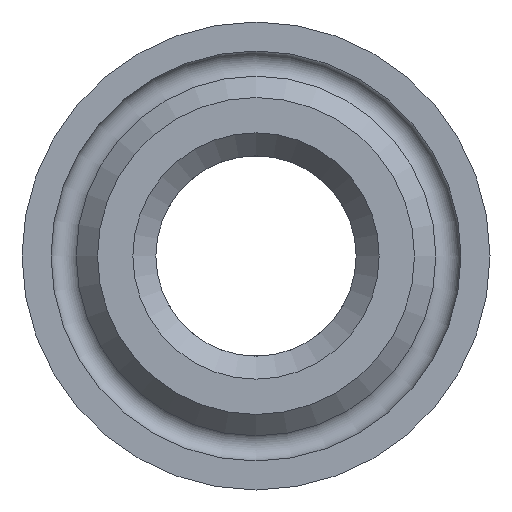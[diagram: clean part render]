
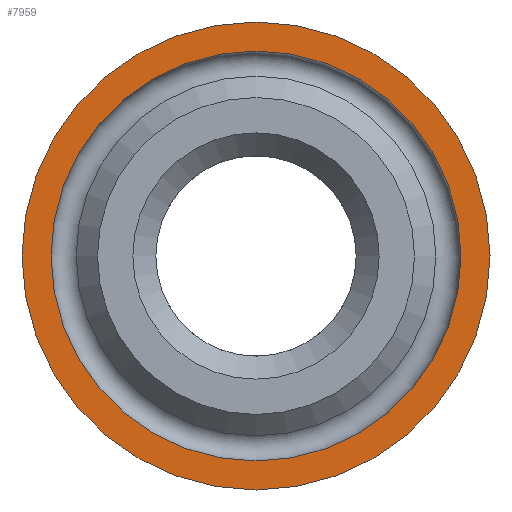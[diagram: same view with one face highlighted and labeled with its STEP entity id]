
A CAD part, left-side view. The second image highlights one B-rep face of the part: STEP entity #7959.
In plain terms, the highlighted planar face has unit normal (-1, 0, 0).
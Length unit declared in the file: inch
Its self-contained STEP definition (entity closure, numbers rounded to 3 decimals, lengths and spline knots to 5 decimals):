
#111=FACE_BOUND('',#1438,.T.);
#283=PLANE('',#8396);
#943=FACE_OUTER_BOUND('',#1437,.T.);
#1437=EDGE_LOOP('',(#7446));
#1438=EDGE_LOOP('',(#7447));
#1610=CIRCLE('',#8386,0.492);
#1614=CIRCLE('',#8395,0.431);
#3900=VERTEX_POINT('',#17717);
#3904=VERTEX_POINT('',#17730);
#5081=EDGE_CURVE('',#3900,#3900,#1610,.T.);
#5085=EDGE_CURVE('',#3904,#3904,#1614,.T.);
#7446=ORIENTED_EDGE('',*,*,#5081,.F.);
#7447=ORIENTED_EDGE('',*,*,#5085,.T.);
#7959=ADVANCED_FACE('',(#943,#111),#283,.T.);
#8386=AXIS2_PLACEMENT_3D('',#17718,#9774,#9775);
#8395=AXIS2_PLACEMENT_3D('',#17731,#9792,#9793);
#8396=AXIS2_PLACEMENT_3D('',#17732,#9794,#9795);
#9774=DIRECTION('center_axis',(1.,0.,0.));
#9775=DIRECTION('ref_axis',(0.,1.,0.));
#9792=DIRECTION('center_axis',(1.,0.,0.));
#9793=DIRECTION('ref_axis',(0.,1.,0.));
#9794=DIRECTION('center_axis',(-1.,0.,0.));
#9795=DIRECTION('ref_axis',(0.,0.,1.));
#17717=CARTESIAN_POINT('',(0.,0.492,0.));
#17718=CARTESIAN_POINT('Origin',(0.,0.,0.));
#17730=CARTESIAN_POINT('',(0.,0.431,0.));
#17731=CARTESIAN_POINT('Origin',(0.,0.,0.));
#17732=CARTESIAN_POINT('Origin',(0.,0.4615,0.));
